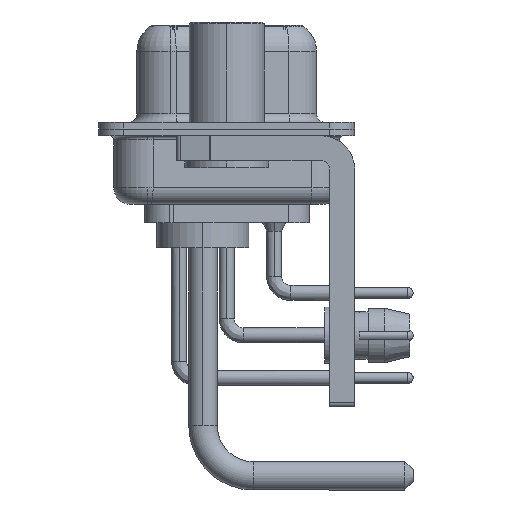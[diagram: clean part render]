
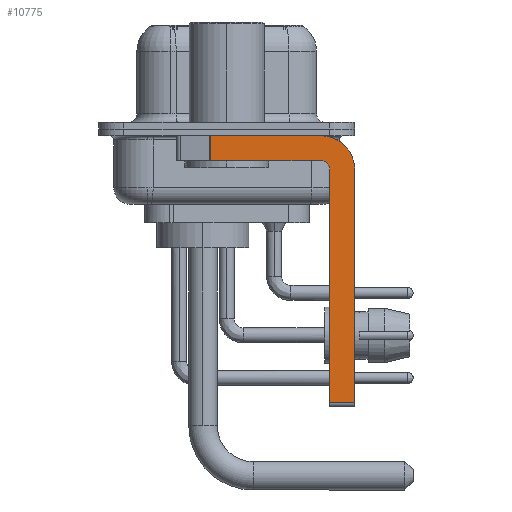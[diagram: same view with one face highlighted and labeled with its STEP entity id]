
A CAD part, left-side view. The second image highlights one B-rep face of the part: STEP entity #10775.
In plain terms, the highlighted planar face has unit normal (-1, 0, 0).
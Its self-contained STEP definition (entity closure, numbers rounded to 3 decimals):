
#539 = DIRECTION ( 'NONE',  ( 0., 0., -1. ) ) ;
#751 = LINE ( 'NONE', #31188, #25070 ) ;
#981 = DIRECTION ( 'NONE',  ( 0., 0., 1. ) ) ;
#1072 = EDGE_LOOP ( 'NONE', ( #16106, #13266, #2041, #35689, #29673, #2782, #11930, #31145 ) ) ;
#1905 = EDGE_CURVE ( 'NONE', #30729, #34562, #18210, .T. ) ;
#2041 = ORIENTED_EDGE ( 'NONE', *, *, #29498, .F. ) ;
#2263 = VERTEX_POINT ( 'NONE', #19254 ) ;
#2782 = ORIENTED_EDGE ( 'NONE', *, *, #24383, .T. ) ;
#3051 = VECTOR ( 'NONE', #18345, 1000. ) ;
#3706 = VERTEX_POINT ( 'NONE', #11085 ) ;
#3983 = DIRECTION ( 'NONE',  ( 0., -1., 0. ) ) ;
#5166 = CARTESIAN_POINT ( 'NONE',  ( -2.9, 0.978, -1.9 ) ) ;
#5617 = CARTESIAN_POINT ( 'NONE',  ( -2.9, -5.65, -1.9 ) ) ;
#5777 = DIRECTION ( 'NONE',  ( 0., -1., 0. ) ) ;
#7311 = CARTESIAN_POINT ( 'NONE',  ( -2.9, -5.65, -2.4 ) ) ;
#7394 = EDGE_CURVE ( 'NONE', #34562, #36001, #29462, .T. ) ;
#8641 = CIRCLE ( 'NONE', #15183, 0.5 ) ;
#9050 = CARTESIAN_POINT ( 'NONE',  ( -2.9, -5.65, -2.4 ) ) ;
#9925 = CARTESIAN_POINT ( 'NONE',  ( -2.9, 0.978, -0.4 ) ) ;
#10775 = ADVANCED_FACE ( 'NONE', ( #19003 ), #32721, .F. ) ;
#11085 = CARTESIAN_POINT ( 'NONE',  ( -2.9, 0.978, -1.9 ) ) ;
#11799 = EDGE_CURVE ( 'NONE', #18885, #3706, #33725, .T. ) ;
#11930 = ORIENTED_EDGE ( 'NONE', *, *, #7394, .F. ) ;
#12604 = EDGE_CURVE ( 'NONE', #21886, #34123, #8641, .T. ) ;
#13266 = ORIENTED_EDGE ( 'NONE', *, *, #11799, .T. ) ;
#14843 = CARTESIAN_POINT ( 'NONE',  ( -2.9, -7.65, -2.4 ) ) ;
#15071 = EDGE_CURVE ( 'NONE', #18885, #30729, #26978, .T. ) ;
#15183 = AXIS2_PLACEMENT_3D ( 'NONE', #28923, #20955, #26139 ) ;
#16106 = ORIENTED_EDGE ( 'NONE', *, *, #15071, .F. ) ;
#16227 = LINE ( 'NONE', #35502, #30211 ) ;
#18210 = CIRCLE ( 'NONE', #32420, 2. ) ;
#18345 = DIRECTION ( 'NONE',  ( 0., 0., -1. ) ) ;
#18885 = VERTEX_POINT ( 'NONE', #9925 ) ;
#19003 = FACE_OUTER_BOUND ( 'NONE', #1072, .T. ) ;
#19254 = CARTESIAN_POINT ( 'NONE',  ( -2.9, -6.15, -16.35 ) ) ;
#20955 = DIRECTION ( 'NONE',  ( -1., 0., 0. ) ) ;
#21248 = CARTESIAN_POINT ( 'NONE',  ( -2.9, 3., -0.4 ) ) ;
#21886 = VERTEX_POINT ( 'NONE', #34050 ) ;
#22237 = DIRECTION ( 'NONE',  ( 0., 0., -1. ) ) ;
#22592 = VECTOR ( 'NONE', #981, 1000. ) ;
#23940 = EDGE_CURVE ( 'NONE', #2263, #21886, #24333, .T. ) ;
#24333 = LINE ( 'NONE', #35654, #22592 ) ;
#24383 = EDGE_CURVE ( 'NONE', #2263, #36001, #751, .T. ) ;
#24560 = DIRECTION ( 'NONE',  ( 1., 0., 0. ) ) ;
#25070 = VECTOR ( 'NONE', #5777, 1000. ) ;
#26139 = DIRECTION ( 'NONE',  ( 0., 0., 1. ) ) ;
#26948 = VECTOR ( 'NONE', #3983, 1000. ) ;
#26978 = LINE ( 'NONE', #21248, #26948 ) ;
#27153 = DIRECTION ( 'NONE',  ( 0., 0., -1. ) ) ;
#27641 = CARTESIAN_POINT ( 'NONE',  ( -2.9, -7.65, -2.4 ) ) ;
#28715 = CARTESIAN_POINT ( 'NONE',  ( -2.9, -5.65, -0.4 ) ) ;
#28737 = DIRECTION ( 'NONE',  ( 1., 0., 0. ) ) ;
#28923 = CARTESIAN_POINT ( 'NONE',  ( -2.9, -5.65, -2.4 ) ) ;
#29462 = LINE ( 'NONE', #14843, #3051 ) ;
#29498 = EDGE_CURVE ( 'NONE', #34123, #3706, #16227, .T. ) ;
#29673 = ORIENTED_EDGE ( 'NONE', *, *, #23940, .F. ) ;
#29745 = CARTESIAN_POINT ( 'NONE',  ( -2.9, -7.65, -16.35 ) ) ;
#30211 = VECTOR ( 'NONE', #35683, 1000. ) ;
#30424 = AXIS2_PLACEMENT_3D ( 'NONE', #7311, #24560, #27153 ) ;
#30729 = VERTEX_POINT ( 'NONE', #28715 ) ;
#31145 = ORIENTED_EDGE ( 'NONE', *, *, #1905, .F. ) ;
#31188 = CARTESIAN_POINT ( 'NONE',  ( -2.9, -5.65, -16.35 ) ) ;
#32420 = AXIS2_PLACEMENT_3D ( 'NONE', #9050, #28737, #539 ) ;
#32721 = PLANE ( 'NONE',  #30424 ) ;
#33725 = LINE ( 'NONE', #5166, #35218 ) ;
#34050 = CARTESIAN_POINT ( 'NONE',  ( -2.9, -6.15, -2.4 ) ) ;
#34123 = VERTEX_POINT ( 'NONE', #5617 ) ;
#34562 = VERTEX_POINT ( 'NONE', #27641 ) ;
#35218 = VECTOR ( 'NONE', #22237, 1000. ) ;
#35502 = CARTESIAN_POINT ( 'NONE',  ( -2.9, -5.65, -1.9 ) ) ;
#35654 = CARTESIAN_POINT ( 'NONE',  ( -2.9, -6.15, -16.6 ) ) ;
#35683 = DIRECTION ( 'NONE',  ( 0., 1., 0. ) ) ;
#35689 = ORIENTED_EDGE ( 'NONE', *, *, #12604, .F. ) ;
#36001 = VERTEX_POINT ( 'NONE', #29745 ) ;
